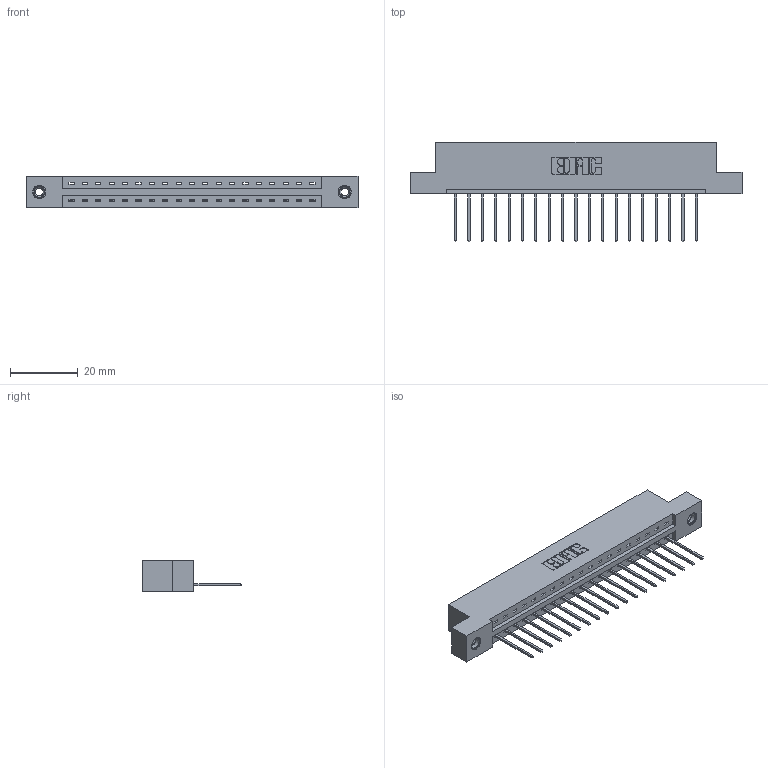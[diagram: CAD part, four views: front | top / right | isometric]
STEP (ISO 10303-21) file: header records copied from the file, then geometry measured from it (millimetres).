
FILE_DESCRIPTION (( 'STEP AP203' ), '1' );
FILE_NAME ('387-019-540-108.STEP', '2019-10-02T21:23:13', ( '' ), ( '' ), 'SwSTEP 2.0', 'SolidWorks 2016', '' );
FILE_SCHEMA (( 'CONFIG_CONTROL_DESIGN' ));
Length unit declared in the file: inch
Products named in the file (4): 387-019-540-108; 337 Part_Flush Mounting Lugs - 0.156 Dia-TI; 345-250-001_345-250-003-102; 345-292-001_345-293-140
Assembly tree (22 placements, depth 2):
  387-019-540-108
    337 Part_Flush Mounting Lugs - 0.156 Dia-TI
    345-292-001_345-293-140  x19
    345-250-001_345-250-003-102  x2
Bounding box: 98.3 x 29.47 x 9.4 mm (x, y, z)
Volume: 9947.8 mm3; surface area: 10372.6 mm2
Topology: 22 solids, 22 shells, 1352 faces, 4019 edges, 2646 vertices
Faces by surface type: plane 976, cylinder 360, cone 12, torus 4
Entity records: 18302 total; most frequent: CARTESIAN_POINT 3166, ORIENTED_EDGE 3114, DIRECTION 2745, EDGE_CURVE 1557, LINE 1409, VECTOR 1409, VERTEX_POINT 1032, AXIS2_PLACEMENT_3D 668
